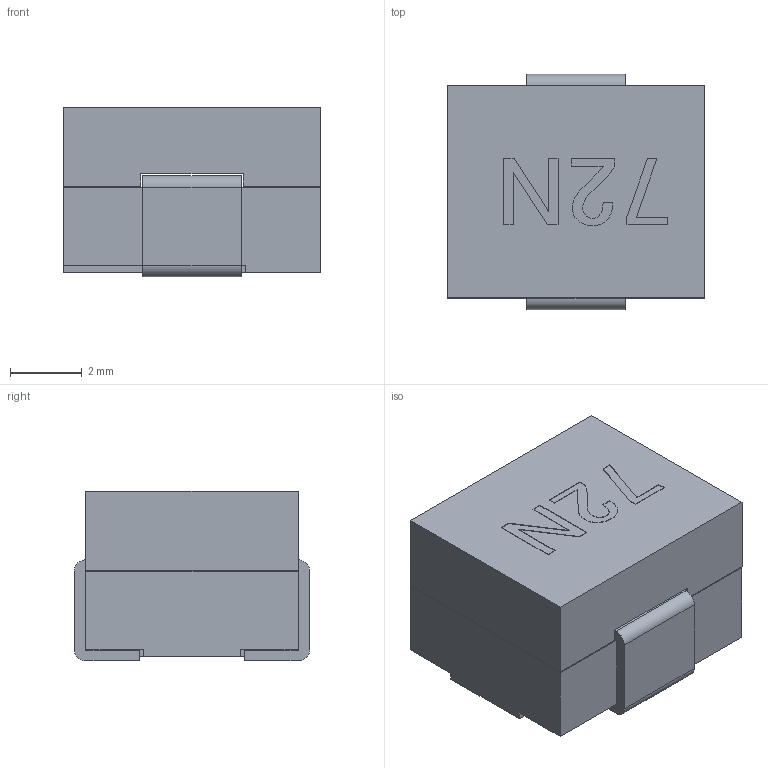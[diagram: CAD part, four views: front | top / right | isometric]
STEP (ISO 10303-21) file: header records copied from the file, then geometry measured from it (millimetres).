
FILE_DESCRIPTION( ('This file contains a STEP AP42 implementation' ,'as created by ZW3D STEP Interface translator.') ,'2;1' );
FILE_NAME( 'PB070572N(激光印字）.stp' ,'21 916. 95023', (''), ('ZWCAD Software Co.'), 'Version 1.0', 'ZW3D to STEP translator', '' );
FILE_SCHEMA( ('CONFIG_CONTROL_DESIGN') );
Length unit declared in the file: millimetre
Products named in the file (1): 0
Bounding box: 7.15 x 6.54 x 4.72 mm (x, y, z)
Volume: 195.4 mm3; surface area: 379.5 mm2
Topology: 3 solids, 3 shells, 84 faces, 225 edges, 150 vertices
Faces by surface type: bspline 84
Entity records: 2412 total; most frequent: CARTESIAN_POINT 1025, ORIENTED_EDGE 450, EDGE_CURVE 225, B_SPLINE_CURVE_WITH_KNOTS 207, VERTEX_POINT 150, EDGE_LOOP 87, FACE_OUTER_BOUND 84, ADVANCED_FACE 84
